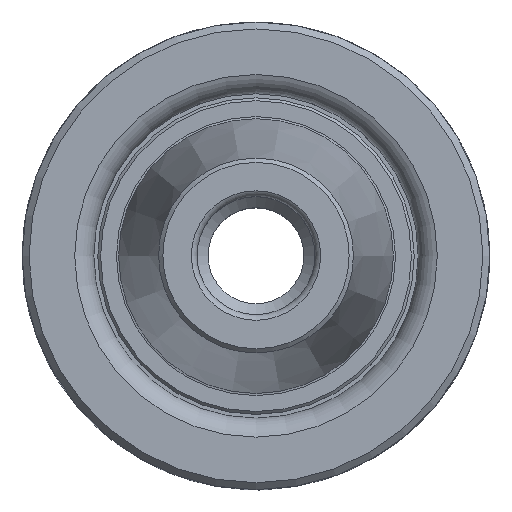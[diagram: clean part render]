
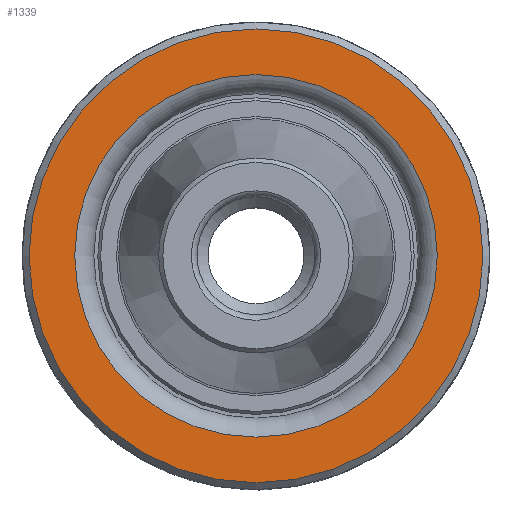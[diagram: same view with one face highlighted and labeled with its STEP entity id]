
A CAD part, top view. The second image highlights one B-rep face of the part: STEP entity #1339.
In plain terms, the highlighted planar face has unit normal (0, 0, 1).
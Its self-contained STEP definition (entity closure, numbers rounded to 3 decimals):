
#236=ORIENTED_EDGE('',*,*,#379,.T.);
#237=ORIENTED_EDGE('',*,*,#372,.T.);
#372=EDGE_CURVE('',#469,#469,#542,.T.);
#379=EDGE_CURVE('',#474,#474,#545,.T.);
#469=VERTEX_POINT('',#1968);
#474=VERTEX_POINT('',#1984);
#542=CIRCLE('',#1449,16.35);
#545=CIRCLE('',#1457,13.064);
#649=EDGE_LOOP('',(#236));
#650=EDGE_LOOP('',(#237));
#767=FACE_BOUND('',#649,.T.);
#768=FACE_BOUND('',#650,.T.);
#802=PLANE('',#1469);
#1339=ADVANCED_FACE('',(#767,#768),#802,.T.);
#1449=AXIS2_PLACEMENT_3D('',#1967,#1671,#1672);
#1457=AXIS2_PLACEMENT_3D('',#1983,#1690,#1691);
#1469=AXIS2_PLACEMENT_3D('',#2002,#1714,#1715);
#1671=DIRECTION('',(0.,0.,1.));
#1672=DIRECTION('',(1.,0.,0.));
#1690=DIRECTION('',(0.,0.,-1.));
#1691=DIRECTION('',(-1.,0.,0.));
#1714=DIRECTION('',(0.,0.,1.));
#1715=DIRECTION('',(1.,0.,0.));
#1967=CARTESIAN_POINT('',(0.,0.,51.5));
#1968=CARTESIAN_POINT('',(16.35,0.,51.5));
#1983=CARTESIAN_POINT('',(0.,0.,51.5));
#1984=CARTESIAN_POINT('',(-13.064,0.,51.5));
#2002=CARTESIAN_POINT('',(10.5,0.,51.5));
